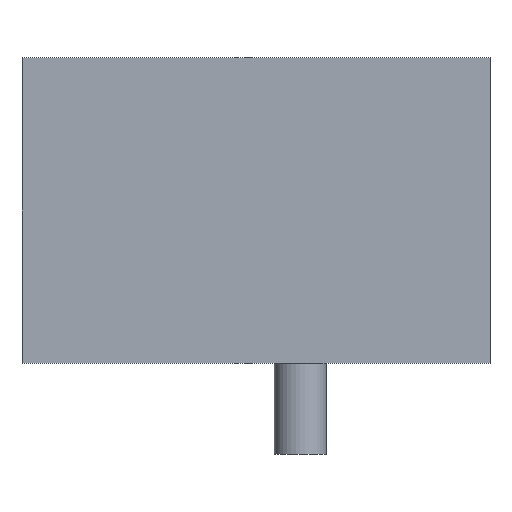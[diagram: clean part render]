
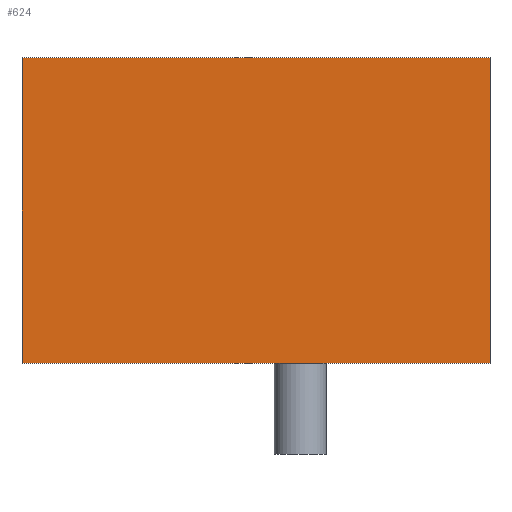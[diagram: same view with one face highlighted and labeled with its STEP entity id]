
A CAD part, left-side view. The second image highlights one B-rep face of the part: STEP entity #624.
In plain terms, the highlighted planar face has unit normal (-1, 0, 0).
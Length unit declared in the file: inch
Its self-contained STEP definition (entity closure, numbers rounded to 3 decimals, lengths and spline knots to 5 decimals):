
#49=FACE_OUTER_BOUND('',#81,.T.);
#81=EDGE_LOOP('',(#502,#503,#504,#505));
#119=LINE('',#905,#193);
#156=LINE('',#979,#230);
#157=LINE('',#981,#231);
#158=LINE('',#982,#232);
#193=VECTOR('',#729,0.4626);
#230=VECTOR('',#804,0.70866);
#231=VECTOR('',#805,0.70866);
#232=VECTOR('',#806,0.4626);
#265=VERTEX_POINT('',#902);
#266=VERTEX_POINT('',#904);
#284=VERTEX_POINT('',#978);
#285=VERTEX_POINT('',#980);
#323=EDGE_CURVE('',#266,#265,#119,.T.);
#360=EDGE_CURVE('',#284,#266,#156,.T.);
#361=EDGE_CURVE('',#265,#285,#157,.T.);
#362=EDGE_CURVE('',#285,#284,#158,.T.);
#502=ORIENTED_EDGE('',*,*,#360,.T.);
#503=ORIENTED_EDGE('',*,*,#323,.T.);
#504=ORIENTED_EDGE('',*,*,#361,.T.);
#505=ORIENTED_EDGE('',*,*,#362,.T.);
#564=PLANE('',#675);
#624=ADVANCED_FACE('',(#49),#564,.T.);
#675=AXIS2_PLACEMENT_3D('',#977,#802,#803);
#729=DIRECTION('',(0.,0.,1.));
#802=DIRECTION('center_axis',(-1.,0.,0.));
#803=DIRECTION('ref_axis',(0.,0.,1.));
#804=DIRECTION('',(0.,-1.,0.));
#805=DIRECTION('',(0.,1.,0.));
#806=DIRECTION('',(0.,0.,-1.));
#902=CARTESIAN_POINT('',(-0.22047,0.,0.2313));
#904=CARTESIAN_POINT('',(-0.22047,0.,-0.2313));
#905=CARTESIAN_POINT('',(-0.22047,0.,-0.2313));
#977=CARTESIAN_POINT('Origin',(-0.22047,0.,-0.2313));
#978=CARTESIAN_POINT('',(-0.22047,0.70866,-0.2313));
#979=CARTESIAN_POINT('',(-0.22047,0.70866,-0.2313));
#980=CARTESIAN_POINT('',(-0.22047,0.70866,0.2313));
#981=CARTESIAN_POINT('',(-0.22047,0.,0.2313));
#982=CARTESIAN_POINT('',(-0.22047,0.70866,0.2313));
